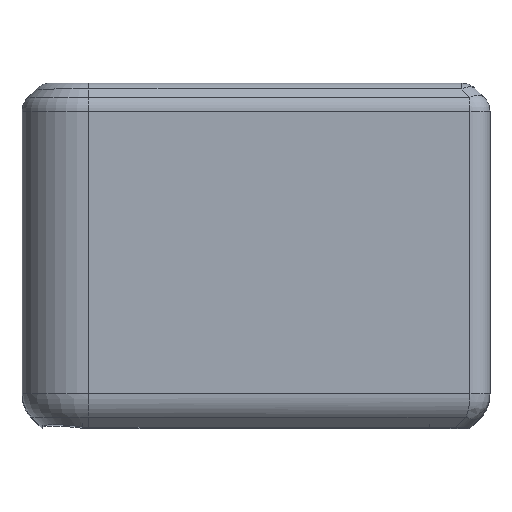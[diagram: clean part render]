
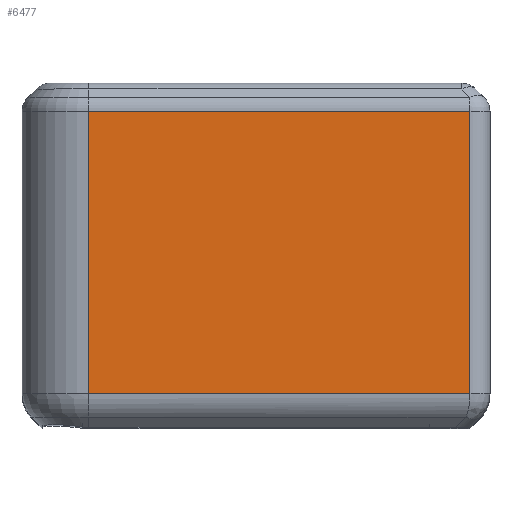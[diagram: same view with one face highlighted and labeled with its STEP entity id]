
A CAD part, top view. The second image highlights one B-rep face of the part: STEP entity #6477.
In plain terms, the highlighted planar face has unit normal (0, 0, 1).
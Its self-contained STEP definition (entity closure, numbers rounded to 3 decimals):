
#70 = CARTESIAN_POINT ( 'NONE',  ( -25., 47.257, 65. ) ) ;
#140 = CARTESIAN_POINT ( 'NONE',  ( -25., 47.257, 65. ) ) ;
#291 = VERTEX_POINT ( 'NONE', #70 ) ;
#324 = EDGE_CURVE ( 'NONE', #6303, #2550, #2260, .T. ) ;
#685 = DIRECTION ( 'NONE',  ( 0., 0., -1. ) ) ;
#835 = EDGE_LOOP ( 'NONE', ( #3916, #5101, #4178, #1075 ) ) ;
#876 = VECTOR ( 'NONE', #5476, 1000. ) ;
#1075 = ORIENTED_EDGE ( 'NONE', *, *, #3808, .T. ) ;
#1188 = CARTESIAN_POINT ( 'NONE',  ( 35., 5.071, 65. ) ) ;
#1415 = VERTEX_POINT ( 'NONE', #5667 ) ;
#1975 = LINE ( 'NONE', #5369, #876 ) ;
#2260 = LINE ( 'NONE', #1188, #2410 ) ;
#2292 = DIRECTION ( 'NONE',  ( -1., 0., 0. ) ) ;
#2410 = VECTOR ( 'NONE', #3908, 1000. ) ;
#2466 = CARTESIAN_POINT ( 'NONE',  ( 32., 5.071, 65. ) ) ;
#2550 = VERTEX_POINT ( 'NONE', #2466 ) ;
#2936 = DIRECTION ( 'NONE',  ( -1., 0., 0. ) ) ;
#3230 = CARTESIAN_POINT ( 'NONE',  ( -25., 5.071, 65. ) ) ;
#3808 = EDGE_CURVE ( 'NONE', #291, #6303, #5937, .T. ) ;
#3908 = DIRECTION ( 'NONE',  ( 1., 0., 0. ) ) ;
#3916 = ORIENTED_EDGE ( 'NONE', *, *, #324, .T. ) ;
#3971 = FACE_OUTER_BOUND ( 'NONE', #835, .T. ) ;
#4078 = LINE ( 'NONE', #140, #6009 ) ;
#4178 = ORIENTED_EDGE ( 'NONE', *, *, #5749, .T. ) ;
#4275 = VECTOR ( 'NONE', #5971, 1000. ) ;
#4791 = CARTESIAN_POINT ( 'NONE',  ( -25., 51.5, 65. ) ) ;
#4798 = EDGE_CURVE ( 'NONE', #2550, #1415, #1975, .T. ) ;
#5101 = ORIENTED_EDGE ( 'NONE', *, *, #4798, .T. ) ;
#5369 = CARTESIAN_POINT ( 'NONE',  ( 32., 51.5, 65. ) ) ;
#5476 = DIRECTION ( 'NONE',  ( 0., 1., 0. ) ) ;
#5667 = CARTESIAN_POINT ( 'NONE',  ( 32., 47.257, 65. ) ) ;
#5749 = EDGE_CURVE ( 'NONE', #1415, #291, #4078, .T. ) ;
#5792 = CARTESIAN_POINT ( 'NONE',  ( -35., 51.5, 65. ) ) ;
#5937 = LINE ( 'NONE', #4791, #4275 ) ;
#5971 = DIRECTION ( 'NONE',  ( 0., -1., 0. ) ) ;
#6009 = VECTOR ( 'NONE', #2936, 1000. ) ;
#6303 = VERTEX_POINT ( 'NONE', #3230 ) ;
#6396 = PLANE ( 'NONE',  #6719 ) ;
#6477 = ADVANCED_FACE ( 'NONE', ( #3971 ), #6396, .F. ) ;
#6719 = AXIS2_PLACEMENT_3D ( 'NONE', #5792, #685, #2292 ) ;
